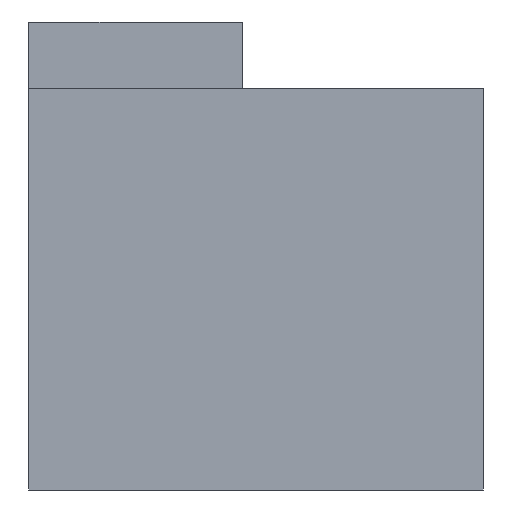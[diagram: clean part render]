
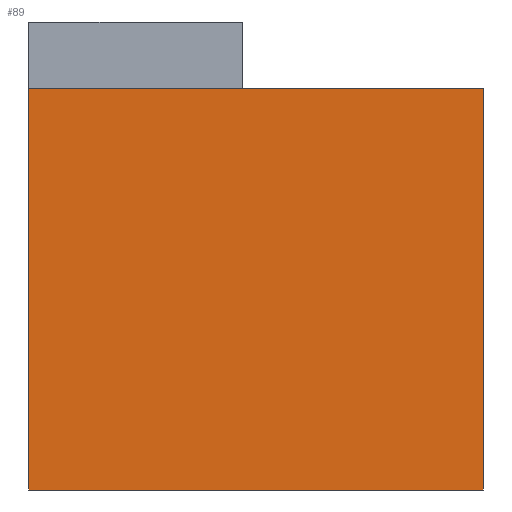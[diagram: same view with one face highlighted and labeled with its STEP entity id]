
A CAD part, left-side view. The second image highlights one B-rep face of the part: STEP entity #89.
In plain terms, the highlighted planar face has unit normal (-1, 0, 0).
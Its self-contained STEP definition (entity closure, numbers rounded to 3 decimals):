
#89=ADVANCED_FACE('',(#183),#184,.F.);
#183=FACE_OUTER_BOUND('',#286,.T.);
#184=PLANE('',#287);
#286=EDGE_LOOP('',(#452,#453,#454,#455));
#287=AXIS2_PLACEMENT_3D('',#456,#457,#458);
#452=ORIENTED_EDGE('',*,*,#643,.T.);
#453=ORIENTED_EDGE('',*,*,#644,.F.);
#454=ORIENTED_EDGE('',*,*,#645,.F.);
#455=ORIENTED_EDGE('',*,*,#580,.F.);
#456=CARTESIAN_POINT('',(-17.5,6.0,15.0));
#457=DIRECTION('',(1.0,0.0,0.0));
#458=DIRECTION('',(0.0,0.0,-1.0));
#580=EDGE_CURVE('',#677,#679,#680,.T.);
#643=EDGE_CURVE('',#677,#779,#780,.T.);
#644=EDGE_CURVE('',#781,#779,#782,.T.);
#645=EDGE_CURVE('',#679,#781,#783,.T.);
#677=VERTEX_POINT('',#818);
#679=VERTEX_POINT('',#821);
#680=LINE('',#822,#823);
#779=VERTEX_POINT('',#954);
#780=LINE('',#955,#956);
#781=VERTEX_POINT('',#957);
#782=LINE('',#958,#959);
#783=LINE('',#960,#961);
#818=CARTESIAN_POINT('',(-17.5,23.0,30.0));
#821=CARTESIAN_POINT('',(-17.5,-11.0,30.0));
#822=CARTESIAN_POINT('',(-17.5,6.0,30.0));
#823=VECTOR('',#995,1.0);
#954=CARTESIAN_POINT('',(-17.5,23.0,0.0));
#955=CARTESIAN_POINT('',(-17.5,23.0,15.0));
#956=VECTOR('',#1076,1.0);
#957=CARTESIAN_POINT('',(-17.5,-11.0,0.0));
#958=CARTESIAN_POINT('',(-17.5,6.0,0.0));
#959=VECTOR('',#1077,1.0);
#960=CARTESIAN_POINT('',(-17.5,-11.0,15.0));
#961=VECTOR('',#1078,1.0);
#995=DIRECTION('',(0.0,-1.0,0.0));
#1076=DIRECTION('',(0.0,0.0,-1.0));
#1077=DIRECTION('',(0.0,1.0,0.0));
#1078=DIRECTION('',(0.0,0.0,-1.0));
